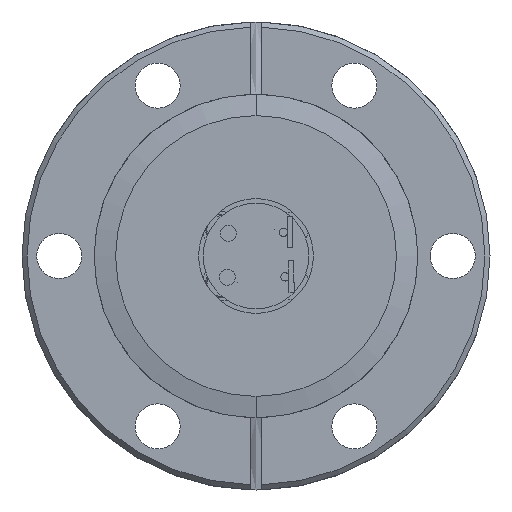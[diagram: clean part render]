
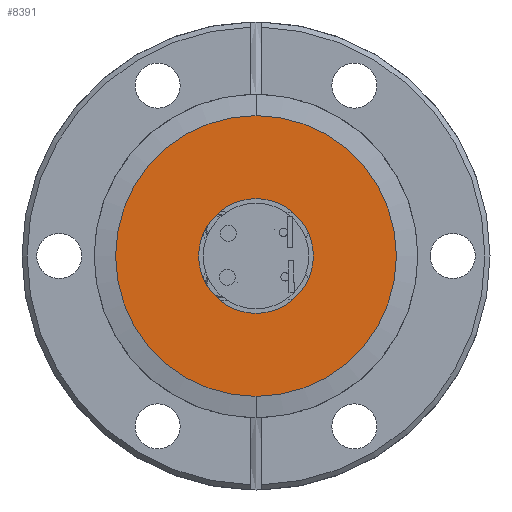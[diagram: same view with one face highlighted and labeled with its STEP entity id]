
A CAD part, front view. The second image highlights one B-rep face of the part: STEP entity #8391.
In plain terms, the highlighted planar face has unit normal (0, -1, 0).
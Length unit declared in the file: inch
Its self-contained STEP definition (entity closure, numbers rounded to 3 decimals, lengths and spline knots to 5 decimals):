
#429 = VERTEX_POINT ( 'NONE', #4677 ) ;
#430 = VERTEX_POINT ( 'NONE', #4676 ) ;
#435 = VERTEX_POINT ( 'NONE', #4671 ) ;
#436 = VERTEX_POINT ( 'NONE', #4670 ) ;
#1468 = CARTESIAN_POINT ( 'NONE',  ( 0., -0.45, 0. ) ) ;
#1469 = DIRECTION ( 'NONE',  ( 0., 1., 0. ) ) ;
#1470 = DIRECTION ( 'NONE',  ( 0., 0., 1. ) ) ;
#1474 = CARTESIAN_POINT ( 'NONE',  ( 0., -0.45, 0. ) ) ;
#1475 = DIRECTION ( 'NONE',  ( 0., -1., 0. ) ) ;
#1476 = DIRECTION ( 'NONE',  ( 0., 0., -1. ) ) ;
#2178 = ORIENTED_EDGE ( 'NONE', *, *, #3317, .T. ) ;
#2179 = ORIENTED_EDGE ( 'NONE', *, *, #9328, .T. ) ;
#2180 = ORIENTED_EDGE ( 'NONE', *, *, #3319, .T. ) ;
#2181 = ORIENTED_EDGE ( 'NONE', *, *, #9320, .T. ) ;
#3317 = EDGE_CURVE ( 'NONE', #436, #435, #4374, .T. ) ;
#3319 = EDGE_CURVE ( 'NONE', #430, #429, #4376, .T. ) ;
#3843 = CARTESIAN_POINT ( 'NONE',  ( 0., -0.45, 0.825 ) ) ;
#3846 = PLANE ( 'NONE',  #4932 ) ;
#3848 = DIRECTION ( 'NONE',  ( 0., -1., 0. ) ) ;
#3849 = DIRECTION ( 'NONE',  ( 0., 0., -1. ) ) ;
#3866 = AXIS2_PLACEMENT_3D ( 'NONE', #1474, #1475, #1476 ) ;
#3868 = AXIS2_PLACEMENT_3D ( 'NONE', #1468, #1469, #1470 ) ;
#4374 = CIRCLE ( 'NONE', #3868, 0.3375 ) ;
#4376 = CIRCLE ( 'NONE', #3866, 0.825 ) ;
#4559 = AXIS2_PLACEMENT_3D ( 'NONE', #5119, #5120, #5121 ) ;
#4563 = AXIS2_PLACEMENT_3D ( 'NONE', #5139, #5140, #5141 ) ;
#4670 = CARTESIAN_POINT ( 'NONE',  ( 0., -0.45, 0.3375 ) ) ;
#4671 = CARTESIAN_POINT ( 'NONE',  ( 0., -0.45, -0.3375 ) ) ;
#4676 = CARTESIAN_POINT ( 'NONE',  ( 0., -0.45, -0.825 ) ) ;
#4677 = CARTESIAN_POINT ( 'NONE',  ( 0., -0.45, 0.825 ) ) ;
#4932 = AXIS2_PLACEMENT_3D ( 'NONE', #3843, #3848, #3849 ) ;
#5119 = CARTESIAN_POINT ( 'NONE',  ( 0., -0.45, 0. ) ) ;
#5120 = DIRECTION ( 'NONE',  ( 0., -1., 0. ) ) ;
#5121 = DIRECTION ( 'NONE',  ( 0., 0., -1. ) ) ;
#5139 = CARTESIAN_POINT ( 'NONE',  ( 0., -0.45, 0. ) ) ;
#5140 = DIRECTION ( 'NONE',  ( 0., 1., 0. ) ) ;
#5141 = DIRECTION ( 'NONE',  ( 0., 0., 1. ) ) ;
#6353 = CIRCLE ( 'NONE', #4559, 0.825 ) ;
#6365 = CIRCLE ( 'NONE', #4563, 0.3375 ) ;
#7430 = FACE_BOUND ( 'NONE', #9919, .T. ) ;
#7440 = FACE_OUTER_BOUND ( 'NONE', #9913, .T. ) ;
#8391 = ADVANCED_FACE ( 'NONE', ( #7430, #7440 ), #3846, .T. ) ;
#9320 = EDGE_CURVE ( 'NONE', #429, #430, #6353, .T. ) ;
#9328 = EDGE_CURVE ( 'NONE', #435, #436, #6365, .T. ) ;
#9913 = EDGE_LOOP ( 'NONE', ( #2180, #2181 ) ) ;
#9919 = EDGE_LOOP ( 'NONE', ( #2178, #2179 ) ) ;
